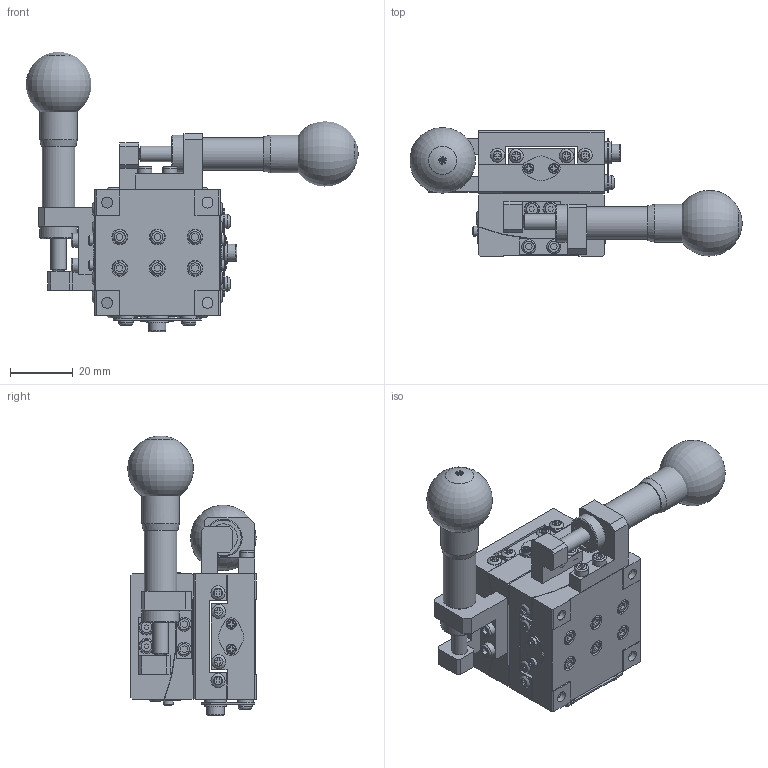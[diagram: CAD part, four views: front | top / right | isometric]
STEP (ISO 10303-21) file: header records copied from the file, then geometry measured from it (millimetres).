
FILE_DESCRIPTION (( 'STEP AP203' ), '1' );
FILE_NAME ('528960.STEP', '2024-11-12T07:44:28', ( 'Windows User' ), ( 'P R C' ), 'SwSTEP 2.0', 'SolidWorks 2020', '' );
FILE_SCHEMA (( 'CONFIG_CONTROL_DESIGN' ));
Length unit declared in the file: millimetre
Products named in the file (1): 528960
Bounding box: 105.91 x 40.98 x 89.31 mm (x, y, z)
Surface area: 42685.5 mm2 (no closed solid volume)
Topology: 0 solids, 9 shells, 5131 faces, 11130 edges, 6194 vertices
Faces by surface type: bspline 2928, cylinder 1098, plane 871, cone 184, torus 50
Full cylindrical faces by diameter (mm): 2.459 x8, 2.999 x2, 3.2 x8, 3.5 x8, 4.5 x52, 4.96 x4, 5 x34, 5.499 x2, 6.5 x8, 6.999 x4, 9 x4, 10 x2, 10.4 x4, 12 x2, 12.034 x2
Entity records: 189399 total; most frequent: CARTESIAN_POINT 112544, ORIENTED_EDGE 21676, EDGE_CURVE 10840, DIRECTION 8514, VERTEX_POINT 6148, EDGE_LOOP 5585, FACE_OUTER_BOUND 5337, ADVANCED_FACE 5131
